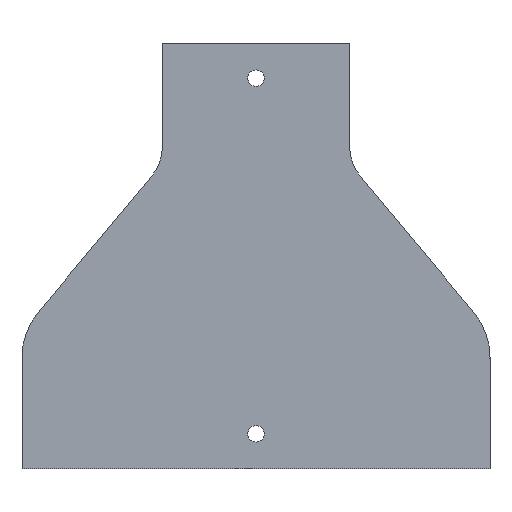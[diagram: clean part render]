
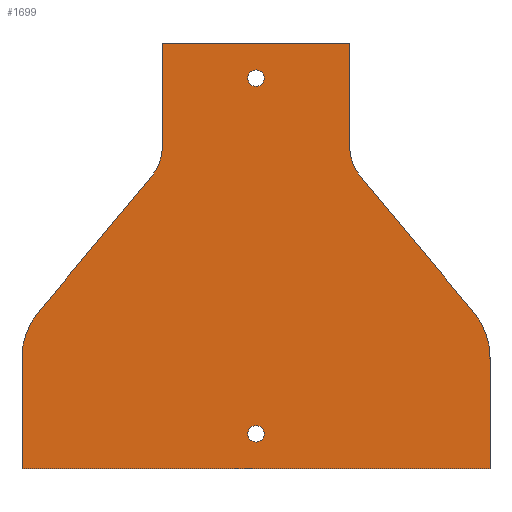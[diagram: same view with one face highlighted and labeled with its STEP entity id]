
A CAD part, front view. The second image highlights one B-rep face of the part: STEP entity #1699.
In plain terms, the highlighted planar face has unit normal (0, -1, 0).
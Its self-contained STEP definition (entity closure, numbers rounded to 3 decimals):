
#114 = ORIENTED_EDGE ( 'NONE', *, *, #961, .F. ) ;
#115 = ORIENTED_EDGE ( 'NONE', *, *, #960, .F. ) ;
#116 = ORIENTED_EDGE ( 'NONE', *, *, #1124, .F. ) ;
#117 = ORIENTED_EDGE ( 'NONE', *, *, #1050, .F. ) ;
#118 = ORIENTED_EDGE ( 'NONE', *, *, #1053, .F. ) ;
#119 = ORIENTED_EDGE ( 'NONE', *, *, #1064, .F. ) ;
#120 = ORIENTED_EDGE ( 'NONE', *, *, #1067, .F. ) ;
#121 = ORIENTED_EDGE ( 'NONE', *, *, #1070, .F. ) ;
#122 = ORIENTED_EDGE ( 'NONE', *, *, #1099, .F. ) ;
#123 = ORIENTED_EDGE ( 'NONE', *, *, #1095, .F. ) ;
#124 = ORIENTED_EDGE ( 'NONE', *, *, #1096, .F. ) ;
#125 = ORIENTED_EDGE ( 'NONE', *, *, #1115, .F. ) ;
#126 = ORIENTED_EDGE ( 'NONE', *, *, #1118, .F. ) ;
#127 = ORIENTED_EDGE ( 'NONE', *, *, #1121, .F. ) ;
#170 = VERTEX_POINT ( 'NONE', #1961 ) ;
#172 = VERTEX_POINT ( 'NONE', #1757 ) ;
#176 = VERTEX_POINT ( 'NONE', #1866 ) ;
#184 = VERTEX_POINT ( 'NONE', #1781 ) ;
#190 = VERTEX_POINT ( 'NONE', #1730 ) ;
#200 = VERTEX_POINT ( 'NONE', #1785 ) ;
#203 = VERTEX_POINT ( 'NONE', #1767 ) ;
#209 = VERTEX_POINT ( 'NONE', #1720 ) ;
#215 = VERTEX_POINT ( 'NONE', #1744 ) ;
#219 = VERTEX_POINT ( 'NONE', #1746 ) ;
#227 = VERTEX_POINT ( 'NONE', #1716 ) ;
#233 = VERTEX_POINT ( 'NONE', #1968 ) ;
#246 = CARTESIAN_POINT ( 'NONE',  ( 0., 0., -18.5 ) ) ;
#254 = CARTESIAN_POINT ( 'NONE',  ( 0., 0., -170.5 ) ) ;
#299 = DIRECTION ( 'NONE',  ( 0., 0., 1. ) ) ;
#305 = PLANE ( 'NONE',  #1617 ) ;
#309 = CARTESIAN_POINT ( 'NONE',  ( -60., 0., -44.139 ) ) ;
#313 = DIRECTION ( 'NONE',  ( 0., 1., 0. ) ) ;
#609 = EDGE_LOOP ( 'NONE', ( #115 ) ) ;
#649 = EDGE_LOOP ( 'NONE', ( #116, #117, #118, #119, #120, #121, #122, #123, #124, #125, #126, #127 ) ) ;
#669 = EDGE_LOOP ( 'NONE', ( #114 ) ) ;
#677 = CIRCLE ( 'NONE', #1132, 3.5 ) ;
#685 = CIRCLE ( 'NONE', #1133, 3.5 ) ;
#829 = LINE ( 'NONE', #2038, #836 ) ;
#836 = VECTOR ( 'NONE', #2089, 1000. ) ;
#839 = LINE ( 'NONE', #1925, #842 ) ;
#842 = VECTOR ( 'NONE', #2082, 1000. ) ;
#856 = CIRCLE ( 'NONE', #1536, 30. ) ;
#861 = LINE ( 'NONE', #2062, #864 ) ;
#864 = VECTOR ( 'NONE', #2059, 1000. ) ;
#866 = CIRCLE ( 'NONE', #1538, 20. ) ;
#907 = LINE ( 'NONE', #1378, #909 ) ;
#908 = LINE ( 'NONE', #1486, #911 ) ;
#909 = VECTOR ( 'NONE', #1436, 1000. ) ;
#911 = VECTOR ( 'NONE', #1472, 1000. ) ;
#914 = LINE ( 'NONE', #1510, #917 ) ;
#917 = VECTOR ( 'NONE', #1466, 1000. ) ;
#918 = CIRCLE ( 'NONE', #1554, 20. ) ;
#945 = LINE ( 'NONE', #1451, #948 ) ;
#948 = VECTOR ( 'NONE', #1450, 1000. ) ;
#950 = CIRCLE ( 'NONE', #1556, 30. ) ;
#955 = LINE ( 'NONE', #1432, #958 ) ;
#958 = VECTOR ( 'NONE', #1429, 1000. ) ;
#960 = EDGE_CURVE ( 'NONE', #1256, #1256, #677, .T. ) ;
#961 = EDGE_CURVE ( 'NONE', #1251, #1251, #685, .T. ) ;
#1050 = EDGE_CURVE ( 'NONE', #190, #184, #829, .T. ) ;
#1053 = EDGE_CURVE ( 'NONE', #203, #190, #839, .T. ) ;
#1064 = EDGE_CURVE ( 'NONE', #209, #203, #856, .T. ) ;
#1067 = EDGE_CURVE ( 'NONE', #200, #209, #861, .T. ) ;
#1070 = EDGE_CURVE ( 'NONE', #233, #200, #866, .T. ) ;
#1095 = EDGE_CURVE ( 'NONE', #215, #219, #907, .T. ) ;
#1096 = EDGE_CURVE ( 'NONE', #227, #215, #908, .T. ) ;
#1099 = EDGE_CURVE ( 'NONE', #219, #233, #914, .T. ) ;
#1115 = EDGE_CURVE ( 'NONE', #172, #227, #918, .T. ) ;
#1118 = EDGE_CURVE ( 'NONE', #170, #172, #945, .T. ) ;
#1121 = EDGE_CURVE ( 'NONE', #176, #170, #950, .T. ) ;
#1124 = EDGE_CURVE ( 'NONE', #184, #176, #955, .T. ) ;
#1132 = AXIS2_PLACEMENT_3D ( 'NONE', #1754, #1828, #1829 ) ;
#1133 = AXIS2_PLACEMENT_3D ( 'NONE', #1835, #1827, #1879 ) ;
#1241 = FACE_BOUND ( 'NONE', #669, .T. ) ;
#1245 = FACE_OUTER_BOUND ( 'NONE', #649, .T. ) ;
#1250 = FACE_BOUND ( 'NONE', #609, .T. ) ;
#1251 = VERTEX_POINT ( 'NONE', #254 ) ;
#1256 = VERTEX_POINT ( 'NONE', #246 ) ;
#1378 = CARTESIAN_POINT ( 'NONE',  ( -40., 0., 0. ) ) ;
#1429 = DIRECTION ( 'NONE',  ( 0., 0., 1. ) ) ;
#1432 = CARTESIAN_POINT ( 'NONE',  ( -100., 0., -134.241 ) ) ;
#1435 = DIRECTION ( 'NONE',  ( 0., 0., 1. ) ) ;
#1436 = DIRECTION ( 'NONE',  ( 1., 0., 0. ) ) ;
#1437 = DIRECTION ( 'NONE',  ( 0., 1., 0. ) ) ;
#1439 = CARTESIAN_POINT ( 'NONE',  ( -70., 0., -134.241 ) ) ;
#1450 = DIRECTION ( 'NONE',  ( 0.64, 0., 0.768 ) ) ;
#1451 = CARTESIAN_POINT ( 'NONE',  ( -44.636, 0., -56.942 ) ) ;
#1457 = DIRECTION ( 'NONE',  ( 0., 0., 1. ) ) ;
#1458 = DIRECTION ( 'NONE',  ( 0., -1., 0. ) ) ;
#1459 = CARTESIAN_POINT ( 'NONE',  ( -60., 0., -44.139 ) ) ;
#1466 = DIRECTION ( 'NONE',  ( 0., 0., -1. ) ) ;
#1472 = DIRECTION ( 'NONE',  ( 0., 0., 1. ) ) ;
#1486 = CARTESIAN_POINT ( 'NONE',  ( -40., 0., 0. ) ) ;
#1510 = CARTESIAN_POINT ( 'NONE',  ( 40., 0., 0. ) ) ;
#1536 = AXIS2_PLACEMENT_3D ( 'NONE', #2064, #2065, #1933 ) ;
#1538 = AXIS2_PLACEMENT_3D ( 'NONE', #1931, #1915, #1914 ) ;
#1554 = AXIS2_PLACEMENT_3D ( 'NONE', #1459, #1458, #1457 ) ;
#1556 = AXIS2_PLACEMENT_3D ( 'NONE', #1439, #1437, #1435 ) ;
#1617 = AXIS2_PLACEMENT_3D ( 'NONE', #309, #313, #299 ) ;
#1699 = ADVANCED_FACE ( 'NONE', ( #1241, #1250, #1245 ), #305, .F. ) ;
#1716 = CARTESIAN_POINT ( 'NONE',  ( -40., 0., -44.139 ) ) ;
#1720 = CARTESIAN_POINT ( 'NONE',  ( 93.047, 0., -115.035 ) ) ;
#1730 = CARTESIAN_POINT ( 'NONE',  ( 100., 0., -182. ) ) ;
#1744 = CARTESIAN_POINT ( 'NONE',  ( -40., 0., 0. ) ) ;
#1746 = CARTESIAN_POINT ( 'NONE',  ( 40., 0., 0. ) ) ;
#1754 = CARTESIAN_POINT ( 'NONE',  ( 0., 0., -15. ) ) ;
#1757 = CARTESIAN_POINT ( 'NONE',  ( -44.636, 0., -56.942 ) ) ;
#1767 = CARTESIAN_POINT ( 'NONE',  ( 100., 0., -134.241 ) ) ;
#1781 = CARTESIAN_POINT ( 'NONE',  ( -100., 0., -182. ) ) ;
#1785 = CARTESIAN_POINT ( 'NONE',  ( 44.636, 0., -56.942 ) ) ;
#1827 = DIRECTION ( 'NONE',  ( 0., -1., 0. ) ) ;
#1828 = DIRECTION ( 'NONE',  ( 0., -1., 0. ) ) ;
#1829 = DIRECTION ( 'NONE',  ( 0., 0., -1. ) ) ;
#1835 = CARTESIAN_POINT ( 'NONE',  ( 0., 0., -167. ) ) ;
#1866 = CARTESIAN_POINT ( 'NONE',  ( -100., 0., -134.241 ) ) ;
#1879 = DIRECTION ( 'NONE',  ( 0., 0., -1. ) ) ;
#1914 = DIRECTION ( 'NONE',  ( 0., 0., -1. ) ) ;
#1915 = DIRECTION ( 'NONE',  ( 0., -1., 0. ) ) ;
#1925 = CARTESIAN_POINT ( 'NONE',  ( 100., 0., -134.241 ) ) ;
#1931 = CARTESIAN_POINT ( 'NONE',  ( 60., 0., -44.139 ) ) ;
#1933 = DIRECTION ( 'NONE',  ( 0., 0., -1. ) ) ;
#1961 = CARTESIAN_POINT ( 'NONE',  ( -93.047, 0., -115.035 ) ) ;
#1968 = CARTESIAN_POINT ( 'NONE',  ( 40., 0., -44.139 ) ) ;
#2038 = CARTESIAN_POINT ( 'NONE',  ( -100., 0., -182. ) ) ;
#2059 = DIRECTION ( 'NONE',  ( 0.64, 0., -0.768 ) ) ;
#2062 = CARTESIAN_POINT ( 'NONE',  ( 44.636, 0., -56.942 ) ) ;
#2064 = CARTESIAN_POINT ( 'NONE',  ( 70., 0., -134.241 ) ) ;
#2065 = DIRECTION ( 'NONE',  ( 0., 1., 0. ) ) ;
#2082 = DIRECTION ( 'NONE',  ( 0., 0., -1. ) ) ;
#2089 = DIRECTION ( 'NONE',  ( -1., 0., 0. ) ) ;
